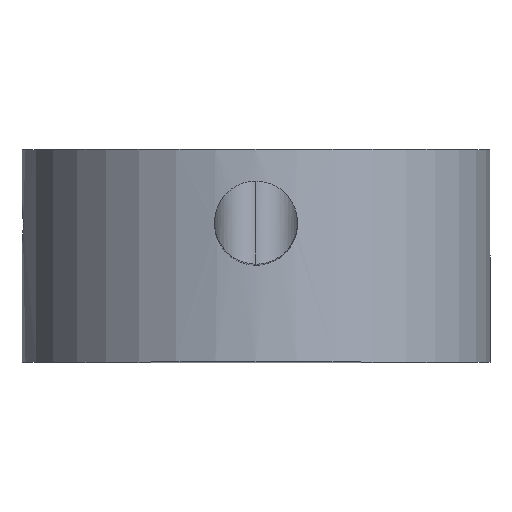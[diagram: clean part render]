
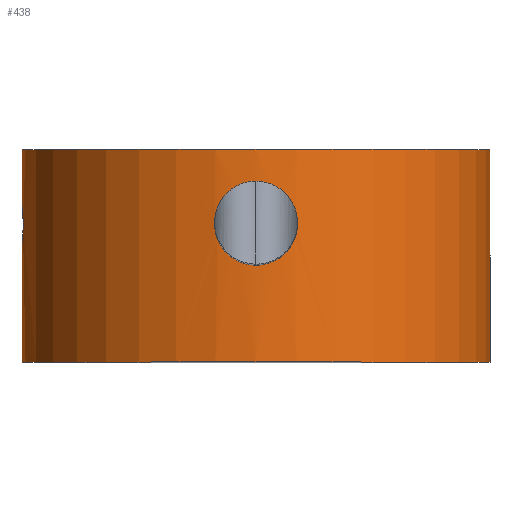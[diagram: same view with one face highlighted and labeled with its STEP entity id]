
A CAD part, top view. The second image highlights one B-rep face of the part: STEP entity #438.
In plain terms, the highlighted cylindrical face has radius 11 mm (diameter 22 mm), a full revolution.
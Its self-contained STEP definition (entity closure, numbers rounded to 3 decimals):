
#17=FACE_BOUND('',#97,.T.);
#45=CIRCLE('',#493,11.);
#46=CIRCLE('',#495,11.);
#69=FACE_OUTER_BOUND('',#96,.T.);
#96=EDGE_LOOP('',(#371,#372,#373,#374,#375,#376,#377,#378,#379));
#97=EDGE_LOOP('',(#380,#381));
#127=LINE('',#919,#157);
#128=LINE('',#920,#158);
#157=VECTOR('',#599,11.);
#158=VECTOR('',#600,11.);
#160=B_SPLINE_CURVE_WITH_KNOTS('',3,(#626,#627,#628,#629,#630,#631,#632,
#633,#634,#635,#636,#637,#638,#639,#640,#641,#642,#643),.UNSPECIFIED.,.F.,
 .F.,(4,2,2,2,2,2,2,2,4),(0.,0.074,0.147,0.221,
0.294,0.368,0.442,0.515,
0.589),.UNSPECIFIED.);
#161=B_SPLINE_CURVE_WITH_KNOTS('',3,(#644,#645,#646,#647,#648,#649,#650,
#651,#652,#653,#654,#655,#656,#657,#658,#659,#660,#661),.UNSPECIFIED.,.F.,
 .F.,(4,2,2,2,2,2,2,2,4),(0.589,0.663,0.736,
0.81,0.883,0.957,1.031,
1.104,1.178),.UNSPECIFIED.);
#169=B_SPLINE_CURVE_WITH_KNOTS('',3,(#850,#851,#852,#853,#854,#855,#856,
#857,#858,#859),.UNSPECIFIED.,.F.,.F.,(4,2,2,2,4),(0.,0.04,
0.079,0.119,0.158),.UNSPECIFIED.);
#170=B_SPLINE_CURVE_WITH_KNOTS('',3,(#861,#862,#863,#864,#865,#866,#867,
#868,#869,#870),.UNSPECIFIED.,.F.,.F.,(4,2,2,2,4),(0.475,0.515,
0.554,0.594,0.633),.UNSPECIFIED.);
#171=B_SPLINE_CURVE_WITH_KNOTS('',3,(#871,#872,#873,#874,#875,#876,#877,
#878,#879,#880,#881,#882,#883,#884,#885,#886,#887,#888),.UNSPECIFIED.,.F.,
 .F.,(4,2,2,2,2,2,2,2,4),(0.158,0.198,0.237,
0.277,0.317,0.356,0.396,
0.435,0.475),.UNSPECIFIED.);
#175=VERTEX_POINT('',#623);
#176=VERTEX_POINT('',#625);
#206=VERTEX_POINT('',#847);
#207=VERTEX_POINT('',#849);
#208=VERTEX_POINT('',#860);
#210=VERTEX_POINT('',#914);
#211=VERTEX_POINT('',#917);
#214=EDGE_CURVE('',#176,#175,#160,.T.);
#215=EDGE_CURVE('',#175,#176,#161,.T.);
#258=EDGE_CURVE('',#207,#206,#169,.T.);
#259=EDGE_CURVE('',#208,#207,#170,.T.);
#260=EDGE_CURVE('',#206,#208,#171,.T.);
#265=EDGE_CURVE('',#210,#210,#45,.T.);
#266=EDGE_CURVE('',#211,#211,#46,.T.);
#267=EDGE_CURVE('',#211,#206,#127,.T.);
#268=EDGE_CURVE('',#208,#210,#128,.T.);
#371=ORIENTED_EDGE('',*,*,#266,.F.);
#372=ORIENTED_EDGE('',*,*,#267,.T.);
#373=ORIENTED_EDGE('',*,*,#260,.T.);
#374=ORIENTED_EDGE('',*,*,#268,.T.);
#375=ORIENTED_EDGE('',*,*,#265,.T.);
#376=ORIENTED_EDGE('',*,*,#268,.F.);
#377=ORIENTED_EDGE('',*,*,#259,.T.);
#378=ORIENTED_EDGE('',*,*,#258,.T.);
#379=ORIENTED_EDGE('',*,*,#267,.F.);
#380=ORIENTED_EDGE('',*,*,#214,.T.);
#381=ORIENTED_EDGE('',*,*,#215,.T.);
#390=CYLINDRICAL_SURFACE('',#494,11.);
#438=ADVANCED_FACE('',(#69,#17),#390,.T.);
#493=AXIS2_PLACEMENT_3D('',#915,#593,#594);
#494=AXIS2_PLACEMENT_3D('',#916,#595,#596);
#495=AXIS2_PLACEMENT_3D('',#918,#597,#598);
#593=DIRECTION('center_axis',(0.,-1.,0.));
#594=DIRECTION('ref_axis',(1.,0.,0.));
#595=DIRECTION('center_axis',(0.,-1.,0.));
#596=DIRECTION('ref_axis',(1.,0.,0.));
#597=DIRECTION('center_axis',(0.,-1.,0.));
#598=DIRECTION('ref_axis',(1.,0.,0.));
#599=DIRECTION('',(0.,1.,0.));
#600=DIRECTION('',(0.,1.,0.));
#623=CARTESIAN_POINT('',(1.95,6.5,10.826));
#625=CARTESIAN_POINT('',(-1.95,6.5,10.826));
#626=CARTESIAN_POINT('Ctrl Pts',(-1.95,6.5,10.826));
#627=CARTESIAN_POINT('Ctrl Pts',(-1.95,6.745,10.826));
#628=CARTESIAN_POINT('Ctrl Pts',(-1.901,7.007,10.835));
#629=CARTESIAN_POINT('Ctrl Pts',(-1.702,7.487,10.868));
#630=CARTESIAN_POINT('Ctrl Pts',(-1.552,7.706,10.891));
#631=CARTESIAN_POINT('Ctrl Pts',(-1.206,8.052,10.935));
#632=CARTESIAN_POINT('Ctrl Pts',(-0.987,8.202,10.958));
#633=CARTESIAN_POINT('Ctrl Pts',(-0.507,8.401,10.991));
#634=CARTESIAN_POINT('Ctrl Pts',(-0.245,8.45,11.));
#635=CARTESIAN_POINT('Ctrl Pts',(0.245,8.45,11.));
#636=CARTESIAN_POINT('Ctrl Pts',(0.507,8.401,10.991));
#637=CARTESIAN_POINT('Ctrl Pts',(0.987,8.202,10.958));
#638=CARTESIAN_POINT('Ctrl Pts',(1.206,8.052,10.935));
#639=CARTESIAN_POINT('Ctrl Pts',(1.552,7.706,10.891));
#640=CARTESIAN_POINT('Ctrl Pts',(1.702,7.487,10.868));
#641=CARTESIAN_POINT('Ctrl Pts',(1.901,7.007,10.835));
#642=CARTESIAN_POINT('Ctrl Pts',(1.95,6.745,10.826));
#643=CARTESIAN_POINT('Ctrl Pts',(1.95,6.5,10.826));
#644=CARTESIAN_POINT('Ctrl Pts',(1.95,6.5,10.826));
#645=CARTESIAN_POINT('Ctrl Pts',(1.95,6.255,10.826));
#646=CARTESIAN_POINT('Ctrl Pts',(1.901,5.993,10.835));
#647=CARTESIAN_POINT('Ctrl Pts',(1.702,5.513,10.868));
#648=CARTESIAN_POINT('Ctrl Pts',(1.552,5.294,10.891));
#649=CARTESIAN_POINT('Ctrl Pts',(1.206,4.948,10.935));
#650=CARTESIAN_POINT('Ctrl Pts',(0.987,4.798,10.958));
#651=CARTESIAN_POINT('Ctrl Pts',(0.507,4.599,10.991));
#652=CARTESIAN_POINT('Ctrl Pts',(0.245,4.55,11.));
#653=CARTESIAN_POINT('Ctrl Pts',(-0.245,4.55,11.));
#654=CARTESIAN_POINT('Ctrl Pts',(-0.507,4.599,10.991));
#655=CARTESIAN_POINT('Ctrl Pts',(-0.987,4.798,10.958));
#656=CARTESIAN_POINT('Ctrl Pts',(-1.206,4.948,10.935));
#657=CARTESIAN_POINT('Ctrl Pts',(-1.552,5.294,10.891));
#658=CARTESIAN_POINT('Ctrl Pts',(-1.702,5.513,10.868));
#659=CARTESIAN_POINT('Ctrl Pts',(-1.901,5.993,10.835));
#660=CARTESIAN_POINT('Ctrl Pts',(-1.95,6.255,10.826));
#661=CARTESIAN_POINT('Ctrl Pts',(-1.95,6.5,10.826));
#847=CARTESIAN_POINT('',(-11.,5.45,0.));
#849=CARTESIAN_POINT('',(-10.95,6.5,1.05));
#850=CARTESIAN_POINT('Ctrl Pts',(-10.95,6.5,1.05));
#851=CARTESIAN_POINT('Ctrl Pts',(-10.95,6.368,1.05));
#852=CARTESIAN_POINT('Ctrl Pts',(-10.952,6.227,1.024));
#853=CARTESIAN_POINT('Ctrl Pts',(-10.962,5.969,0.916));
#854=CARTESIAN_POINT('Ctrl Pts',(-10.969,5.851,0.836));
#855=CARTESIAN_POINT('Ctrl Pts',(-10.981,5.664,0.649));
#856=CARTESIAN_POINT('Ctrl Pts',(-10.988,5.584,0.531));
#857=CARTESIAN_POINT('Ctrl Pts',(-10.997,5.476,0.273));
#858=CARTESIAN_POINT('Ctrl Pts',(-11.,5.45,0.132));
#859=CARTESIAN_POINT('Ctrl Pts',(-11.,5.45,0.));
#860=CARTESIAN_POINT('',(-11.,7.55,0.));
#861=CARTESIAN_POINT('Ctrl Pts',(-11.,7.55,0.));
#862=CARTESIAN_POINT('Ctrl Pts',(-11.,7.55,0.132));
#863=CARTESIAN_POINT('Ctrl Pts',(-10.997,7.524,0.273));
#864=CARTESIAN_POINT('Ctrl Pts',(-10.988,7.416,0.531));
#865=CARTESIAN_POINT('Ctrl Pts',(-10.981,7.336,0.649));
#866=CARTESIAN_POINT('Ctrl Pts',(-10.969,7.149,0.836));
#867=CARTESIAN_POINT('Ctrl Pts',(-10.962,7.031,0.916));
#868=CARTESIAN_POINT('Ctrl Pts',(-10.952,6.773,1.024));
#869=CARTESIAN_POINT('Ctrl Pts',(-10.95,6.632,1.05));
#870=CARTESIAN_POINT('Ctrl Pts',(-10.95,6.5,1.05));
#871=CARTESIAN_POINT('Ctrl Pts',(-11.,5.45,0.));
#872=CARTESIAN_POINT('Ctrl Pts',(-11.,5.45,-0.132));
#873=CARTESIAN_POINT('Ctrl Pts',(-10.997,5.476,-0.273));
#874=CARTESIAN_POINT('Ctrl Pts',(-10.988,5.584,-0.531));
#875=CARTESIAN_POINT('Ctrl Pts',(-10.981,5.664,-0.649));
#876=CARTESIAN_POINT('Ctrl Pts',(-10.969,5.851,-0.836));
#877=CARTESIAN_POINT('Ctrl Pts',(-10.962,5.969,-0.916));
#878=CARTESIAN_POINT('Ctrl Pts',(-10.952,6.227,-1.024));
#879=CARTESIAN_POINT('Ctrl Pts',(-10.95,6.368,-1.05));
#880=CARTESIAN_POINT('Ctrl Pts',(-10.95,6.632,-1.05));
#881=CARTESIAN_POINT('Ctrl Pts',(-10.952,6.773,-1.024));
#882=CARTESIAN_POINT('Ctrl Pts',(-10.962,7.031,-0.916));
#883=CARTESIAN_POINT('Ctrl Pts',(-10.969,7.149,-0.836));
#884=CARTESIAN_POINT('Ctrl Pts',(-10.981,7.336,-0.649));
#885=CARTESIAN_POINT('Ctrl Pts',(-10.988,7.416,-0.531));
#886=CARTESIAN_POINT('Ctrl Pts',(-10.997,7.524,-0.273));
#887=CARTESIAN_POINT('Ctrl Pts',(-11.,7.55,-0.132));
#888=CARTESIAN_POINT('Ctrl Pts',(-11.,7.55,0.));
#914=CARTESIAN_POINT('',(-11.,10.,0.));
#915=CARTESIAN_POINT('Origin',(0.,10.,0.));
#916=CARTESIAN_POINT('Origin',(0.,5.,0.));
#917=CARTESIAN_POINT('',(-11.,0.,0.));
#918=CARTESIAN_POINT('Origin',(0.,0.,
0.));
#919=CARTESIAN_POINT('',(-11.,5.,0.));
#920=CARTESIAN_POINT('',(-11.,5.,0.));
